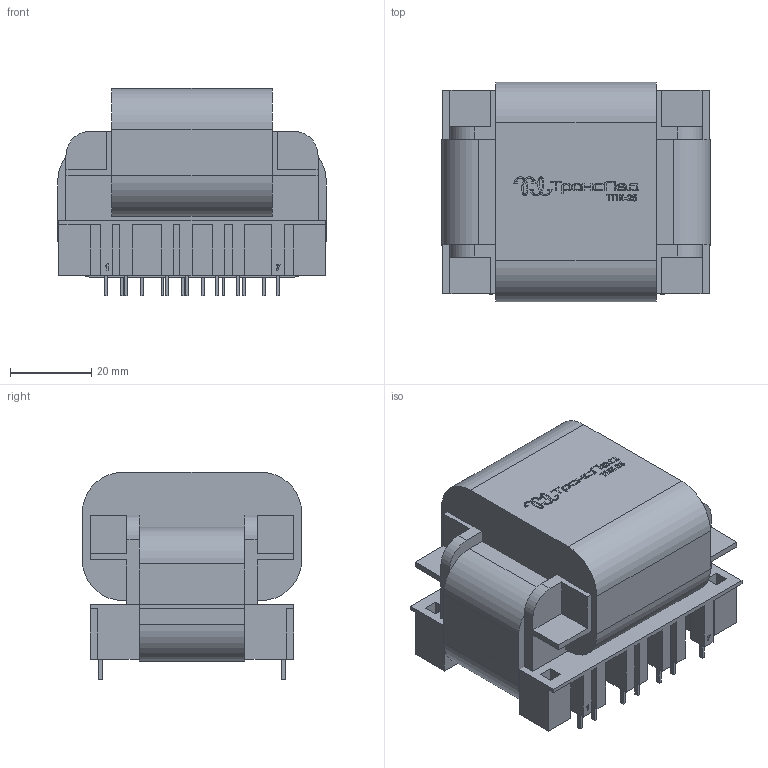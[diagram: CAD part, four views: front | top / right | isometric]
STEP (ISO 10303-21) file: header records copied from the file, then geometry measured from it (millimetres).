
FILE_DESCRIPTION(/* description */ (''),/* implementation_level */ '2;1');
FILE_NAME(/* name */ 'TPK-25.step',/* time_stamp */ '2022-11-20T19:17:29+03:00',/* author */ (''),/* organization */ (''),/* preprocessor_version */ 'ST-DEVELOPER v19.2',/* originating_system */ 'Autodesk Translation Framework v11.17.0.187',/* authorisation */ '');
FILE_SCHEMA (('AUTOMOTIVE_DESIGN { 1 0 10303 214 3 1 1 }'));
Length unit declared in the file: millimetre
Products named in the file (1): TPK-25
Bounding box: 66 x 54 x 51.05 mm (x, y, z)
Volume: 141286 mm3; surface area: 42490.4 mm2
Topology: 41 solids, 41 shells, 877 faces, 2340 edges, 1560 vertices
Faces by surface type: plane 597, bspline 266, cylinder 14
Entity records: 28347 total; most frequent: CARTESIAN_POINT 8612, ORIENTED_EDGE 4680, DIRECTION 3080, EDGE_CURVE 2340, LINE 1780, VECTOR 1780, VERTEX_POINT 1560, EDGE_LOOP 914
